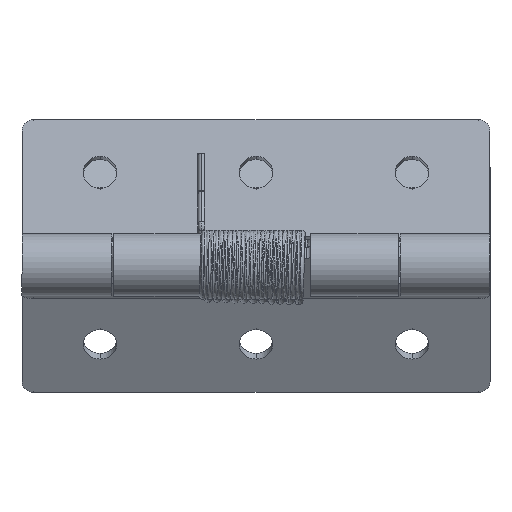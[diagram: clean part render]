
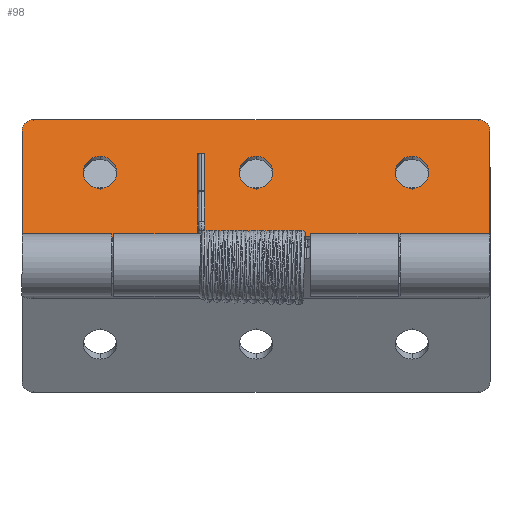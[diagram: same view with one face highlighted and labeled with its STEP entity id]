
A CAD part, left-side view. The second image highlights one B-rep face of the part: STEP entity #98.
In plain terms, the highlighted planar face has unit normal (-0.963, 0, 0.269).
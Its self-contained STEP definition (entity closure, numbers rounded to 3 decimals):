
#46=FACE_BOUND('',#409,.T.);
#47=FACE_BOUND('',#410,.T.);
#48=FACE_BOUND('',#411,.T.);
#98=ADVANCED_FACE('',(#250,#46,#47,#48),#2579,.T.);
#250=FACE_OUTER_BOUND('',#408,.T.);
#408=EDGE_LOOP('',(#732,#733,#734,#735,#736,#737,#738,#739,#740,#741,#742,
#743));
#409=EDGE_LOOP('',(#744,#745));
#410=EDGE_LOOP('',(#746,#747));
#411=EDGE_LOOP('',(#748,#749));
#732=ORIENTED_EDGE('',*,*,#1444,.F.);
#733=ORIENTED_EDGE('',*,*,#1441,.F.);
#734=ORIENTED_EDGE('',*,*,#1445,.F.);
#735=ORIENTED_EDGE('',*,*,#1449,.T.);
#736=ORIENTED_EDGE('',*,*,#1446,.F.);
#737=ORIENTED_EDGE('',*,*,#1448,.T.);
#738=ORIENTED_EDGE('',*,*,#1447,.F.);
#739=ORIENTED_EDGE('',*,*,#1440,.F.);
#740=ORIENTED_EDGE('',*,*,#1442,.T.);
#741=ORIENTED_EDGE('',*,*,#1450,.T.);
#742=ORIENTED_EDGE('',*,*,#1443,.T.);
#743=ORIENTED_EDGE('',*,*,#1451,.T.);
#744=ORIENTED_EDGE('',*,*,#1477,.T.);
#745=ORIENTED_EDGE('',*,*,#1492,.T.);
#746=ORIENTED_EDGE('',*,*,#1480,.T.);
#747=ORIENTED_EDGE('',*,*,#1495,.T.);
#748=ORIENTED_EDGE('',*,*,#1483,.T.);
#749=ORIENTED_EDGE('',*,*,#1498,.T.);
#1440=EDGE_CURVE('',#2366,#2367,#1924,.T.);
#1441=EDGE_CURVE('',#2369,#2368,#1925,.T.);
#1442=EDGE_CURVE('',#2366,#2374,#1790,.T.);
#1443=EDGE_CURVE('',#2376,#2375,#1791,.T.);
#1444=EDGE_CURVE('',#2368,#2377,#1792,.T.);
#1445=EDGE_CURVE('',#2370,#2369,#1793,.T.);
#1446=EDGE_CURVE('',#2372,#2371,#1794,.T.);
#1447=EDGE_CURVE('',#2367,#2373,#1795,.T.);
#1448=EDGE_CURVE('',#2372,#2373,#2024,.T.);
#1449=EDGE_CURVE('',#2370,#2371,#2025,.T.);
#1450=EDGE_CURVE('',#2374,#2376,#2026,.T.);
#1451=EDGE_CURVE('',#2375,#2377,#2027,.T.);
#1477=EDGE_CURVE('',#2378,#2400,#2034,.T.);
#1480=EDGE_CURVE('',#2379,#2402,#2036,.T.);
#1483=EDGE_CURVE('',#2380,#2404,#2038,.T.);
#1492=EDGE_CURVE('',#2400,#2378,#2044,.T.);
#1495=EDGE_CURVE('',#2402,#2379,#2046,.T.);
#1498=EDGE_CURVE('',#2404,#2380,#2048,.T.);
#1790=B_SPLINE_CURVE_WITH_KNOTS('',1,(#3942,#3943),.UNSPECIFIED.,.F.,.F.,
(2,2),(21.5,40.),.UNSPECIFIED.);
#1791=B_SPLINE_CURVE_WITH_KNOTS('',1,(#3944,#3945),.UNSPECIFIED.,.F.,.F.,
(2,2),(1.5,58.5),.UNSPECIFIED.);
#1792=B_SPLINE_CURVE_WITH_KNOTS('',1,(#3946,#3947),.UNSPECIFIED.,.F.,.F.,
(2,2),(21.5,40.),.UNSPECIFIED.);
#1793=B_SPLINE_CURVE_WITH_KNOTS('',1,(#3948,#3949),.UNSPECIFIED.,.F.,.F.,
(2,2),(-43.5,-39.5),.UNSPECIFIED.);
#1794=B_SPLINE_CURVE_WITH_KNOTS('',1,(#3950,#3951),.UNSPECIFIED.,.F.,.F.,
(2,2),(-80.5,-44.5),.UNSPECIFIED.);
#1795=B_SPLINE_CURVE_WITH_KNOTS('',1,(#3952,#3953),.UNSPECIFIED.,.F.,.F.,
(2,2),(-85.5,-81.5),.UNSPECIFIED.);
#1924=(
BOUNDED_CURVE()
B_SPLINE_CURVE(1,(#3938,#3939),.UNSPECIFIED.,.F.,.F.)
B_SPLINE_CURVE_WITH_KNOTS((2,2),(0.,11.5),.UNSPECIFIED.)
CURVE()
GEOMETRIC_REPRESENTATION_ITEM()
RATIONAL_B_SPLINE_CURVE((1.,1.))
REPRESENTATION_ITEM('')
);
#1925=(
BOUNDED_CURVE()
B_SPLINE_CURVE(1,(#3940,#3941),.UNSPECIFIED.,.F.,.F.)
B_SPLINE_CURVE_WITH_KNOTS((2,2),(48.5,60.),.UNSPECIFIED.)
CURVE()
GEOMETRIC_REPRESENTATION_ITEM()
RATIONAL_B_SPLINE_CURVE((1.,1.))
REPRESENTATION_ITEM('')
);
#2024=TRIMMED_CURVE($,#2182,(#3955),(#3956),.T.,.CARTESIAN.);
#2025=TRIMMED_CURVE($,#2183,(#3958),(#3959),.T.,.CARTESIAN.);
#2026=TRIMMED_CURVE($,#2184,(#3961),(#3962),.T.,.CARTESIAN.);
#2027=TRIMMED_CURVE($,#2185,(#3964),(#3965),.T.,.CARTESIAN.);
#2034=TRIMMED_CURVE($,#2192,(#4023),(#4024),.T.,.CARTESIAN.);
#2036=TRIMMED_CURVE($,#2194,(#4031),(#4032),.T.,.CARTESIAN.);
#2038=TRIMMED_CURVE($,#2196,(#4039),(#4040),.T.,.CARTESIAN.);
#2044=TRIMMED_CURVE($,#2202,(#4065),(#4066),.T.,.CARTESIAN.);
#2046=TRIMMED_CURVE($,#2204,(#4073),(#4074),.T.,.CARTESIAN.);
#2048=TRIMMED_CURVE($,#2206,(#4081),(#4082),.T.,.CARTESIAN.);
#2182=CIRCLE('',#2884,0.5);
#2183=CIRCLE('',#2885,0.5);
#2184=CIRCLE('',#2886,1.5);
#2185=CIRCLE('',#2887,1.5);
#2192=CIRCLE('',#2894,2.15);
#2194=CIRCLE('',#2896,2.15);
#2196=CIRCLE('',#2898,2.15);
#2202=CIRCLE('',#2904,2.15);
#2204=CIRCLE('',#2906,2.15);
#2206=CIRCLE('',#2908,2.15);
#2366=VERTEX_POINT('',#3884);
#2367=VERTEX_POINT('',#3885);
#2368=VERTEX_POINT('',#3886);
#2369=VERTEX_POINT('',#3887);
#2370=VERTEX_POINT('',#3888);
#2371=VERTEX_POINT('',#3889);
#2372=VERTEX_POINT('',#3890);
#2373=VERTEX_POINT('',#3891);
#2374=VERTEX_POINT('',#3892);
#2375=VERTEX_POINT('',#3893);
#2376=VERTEX_POINT('',#3894);
#2377=VERTEX_POINT('',#3895);
#2378=VERTEX_POINT('',#3896);
#2379=VERTEX_POINT('',#3897);
#2380=VERTEX_POINT('',#3898);
#2400=VERTEX_POINT('',#3918);
#2402=VERTEX_POINT('',#3920);
#2404=VERTEX_POINT('',#3922);
#2579=PLANE('',#2860);
#2860=AXIS2_PLACEMENT_3D('',#3858,#3195,$);
#2884=AXIS2_PLACEMENT_3D($,#3954,#3221,#3222);
#2885=AXIS2_PLACEMENT_3D($,#3957,#3223,#3224);
#2886=AXIS2_PLACEMENT_3D($,#3960,#3225,#3226);
#2887=AXIS2_PLACEMENT_3D($,#3963,#3227,#3228);
#2894=AXIS2_PLACEMENT_3D($,#4022,#3241,#3242);
#2896=AXIS2_PLACEMENT_3D($,#4030,#3245,#3246);
#2898=AXIS2_PLACEMENT_3D($,#4038,#3249,#3250);
#2904=AXIS2_PLACEMENT_3D($,#4064,#3261,#3262);
#2906=AXIS2_PLACEMENT_3D($,#4072,#3265,#3266);
#2908=AXIS2_PLACEMENT_3D($,#4080,#3269,#3270);
#3195=DIRECTION('',(-0.963,0.,0.269));
#3221=DIRECTION('',(0.963,0.,-0.269));
#3222=DIRECTION('',(0.269,0.,0.963));
#3223=DIRECTION('',(0.963,0.,-0.269));
#3224=DIRECTION('',(0.,1.,0.));
#3225=DIRECTION('',(-0.963,0.,0.269));
#3226=DIRECTION('',(0.,-1.,0.));
#3227=DIRECTION('',(-0.963,0.,0.269));
#3228=DIRECTION('',(0.269,0.,0.963));
#3241=DIRECTION('',(0.963,0.,-0.269));
#3242=DIRECTION('',(0.269,0.,0.963));
#3245=DIRECTION('',(0.963,0.,-0.269));
#3246=DIRECTION('',(0.269,0.,0.963));
#3249=DIRECTION('',(0.963,0.,-0.269));
#3250=DIRECTION('',(0.269,0.,0.963));
#3261=DIRECTION('',(0.963,0.,-0.269));
#3262=DIRECTION('',(-0.269,0.,-0.963));
#3265=DIRECTION('',(0.963,0.,-0.269));
#3266=DIRECTION('',(-0.269,0.,-0.963));
#3269=DIRECTION('',(0.963,0.,-0.269));
#3270=DIRECTION('',(-0.269,0.,-0.963));
#3858=CARTESIAN_POINT('',(-64.724,0.,0.061));
#3884=CARTESIAN_POINT('',(-64.724,0.,0.061));
#3885=CARTESIAN_POINT('',(-64.724,11.5,0.061));
#3886=CARTESIAN_POINT('',(-64.724,60.,0.061));
#3887=CARTESIAN_POINT('',(-64.724,48.5,0.061));
#3888=CARTESIAN_POINT('',(-63.648,48.5,3.914));
#3889=CARTESIAN_POINT('',(-63.514,48.,4.395));
#3890=CARTESIAN_POINT('',(-63.514,12.,4.395));
#3891=CARTESIAN_POINT('',(-63.648,11.5,3.914));
#3892=CARTESIAN_POINT('',(-59.751,0.,17.88));
#3893=CARTESIAN_POINT('',(-59.348,58.5,19.325));
#3894=CARTESIAN_POINT('',(-59.348,1.5,19.325));
#3895=CARTESIAN_POINT('',(-59.751,60.,17.88));
#3896=CARTESIAN_POINT('',(-60.652,10.,14.653));
#3897=CARTESIAN_POINT('',(-60.652,30.,14.653));
#3898=CARTESIAN_POINT('',(-60.652,50.,14.653));
#3918=CARTESIAN_POINT('',(-61.807,10.,10.512));
#3920=CARTESIAN_POINT('',(-61.807,30.,10.512));
#3922=CARTESIAN_POINT('',(-61.807,50.,10.512));
#3938=CARTESIAN_POINT('',(-64.724,0.,0.061));
#3939=CARTESIAN_POINT('',(-64.724,11.5,0.061));
#3940=CARTESIAN_POINT('',(-64.724,48.5,0.061));
#3941=CARTESIAN_POINT('',(-64.724,60.,0.061));
#3942=CARTESIAN_POINT('',(-64.724,0.,0.061));
#3943=CARTESIAN_POINT('',(-59.751,0.,17.88));
#3944=CARTESIAN_POINT('',(-59.348,1.5,19.325));
#3945=CARTESIAN_POINT('',(-59.348,58.5,19.325));
#3946=CARTESIAN_POINT('',(-64.724,60.,0.061));
#3947=CARTESIAN_POINT('',(-59.751,60.,17.88));
#3948=CARTESIAN_POINT('',(-63.648,48.5,3.914));
#3949=CARTESIAN_POINT('',(-64.724,48.5,0.061));
#3950=CARTESIAN_POINT('',(-63.514,12.,4.395));
#3951=CARTESIAN_POINT('',(-63.514,48.,4.395));
#3952=CARTESIAN_POINT('',(-64.724,11.5,0.061));
#3953=CARTESIAN_POINT('',(-63.648,11.5,3.914));
#3954=CARTESIAN_POINT('',(-63.648,12.,3.914));
#3955=CARTESIAN_POINT('',(-63.514,12.,4.395));
#3956=CARTESIAN_POINT('',(-63.648,11.5,3.914));
#3957=CARTESIAN_POINT('',(-63.648,48.,3.914));
#3958=CARTESIAN_POINT('',(-63.648,48.5,3.914));
#3959=CARTESIAN_POINT('',(-63.514,48.,4.395));
#3960=CARTESIAN_POINT('',(-59.751,1.5,17.88));
#3961=CARTESIAN_POINT('',(-59.751,0.,17.88));
#3962=CARTESIAN_POINT('',(-59.348,1.5,19.325));
#3963=CARTESIAN_POINT('',(-59.751,58.5,17.88));
#3964=CARTESIAN_POINT('',(-59.348,58.5,19.325));
#3965=CARTESIAN_POINT('',(-59.751,60.,17.88));
#4022=CARTESIAN_POINT('',(-61.23,10.,12.583));
#4023=CARTESIAN_POINT('',(-60.652,10.,14.653));
#4024=CARTESIAN_POINT('',(-61.807,10.,10.512));
#4030=CARTESIAN_POINT('',(-61.23,30.,12.583));
#4031=CARTESIAN_POINT('',(-60.652,30.,14.653));
#4032=CARTESIAN_POINT('',(-61.807,30.,10.512));
#4038=CARTESIAN_POINT('',(-61.23,50.,12.583));
#4039=CARTESIAN_POINT('',(-60.652,50.,14.653));
#4040=CARTESIAN_POINT('',(-61.807,50.,10.512));
#4064=CARTESIAN_POINT('',(-61.23,10.,12.583));
#4065=CARTESIAN_POINT('',(-61.807,10.,10.512));
#4066=CARTESIAN_POINT('',(-60.652,10.,14.653));
#4072=CARTESIAN_POINT('',(-61.23,30.,12.583));
#4073=CARTESIAN_POINT('',(-61.807,30.,10.512));
#4074=CARTESIAN_POINT('',(-60.652,30.,14.653));
#4080=CARTESIAN_POINT('',(-61.23,50.,12.583));
#4081=CARTESIAN_POINT('',(-61.807,50.,10.512));
#4082=CARTESIAN_POINT('',(-60.652,50.,14.653));
